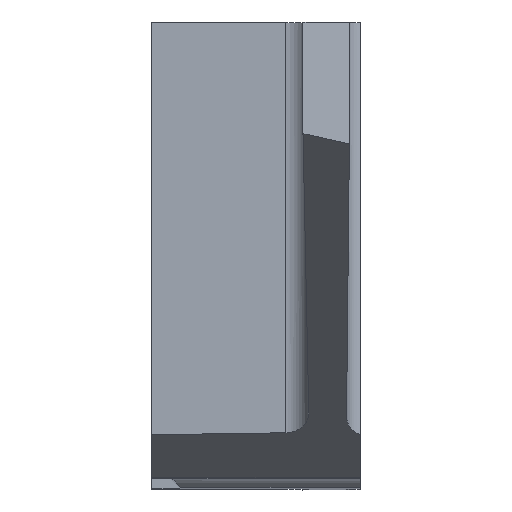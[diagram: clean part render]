
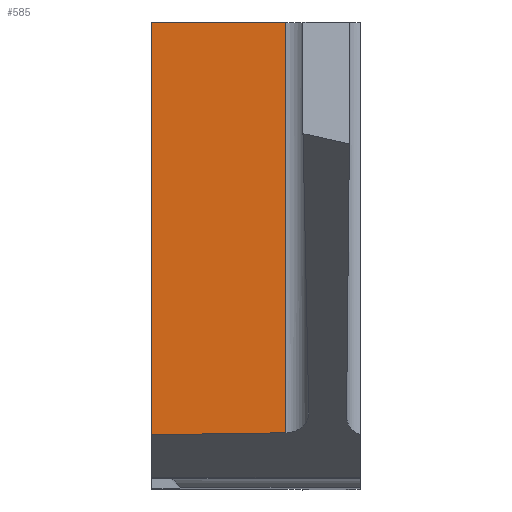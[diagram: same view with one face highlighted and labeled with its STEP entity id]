
A CAD part, top view. The second image highlights one B-rep face of the part: STEP entity #585.
In plain terms, the highlighted planar face has unit normal (-0.018, 0, 1).
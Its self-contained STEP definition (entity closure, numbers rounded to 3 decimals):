
#71 = LINE ( 'NONE', #155, #439 ) ;
#80 = DIRECTION ( 'NONE',  ( 0., 1., 0. ) ) ;
#87 = CARTESIAN_POINT ( 'NONE',  ( 0., -4., 13.824 ) ) ;
#144 = DIRECTION ( 'NONE',  ( 0.017, 0., -1. ) ) ;
#153 = VERTEX_POINT ( 'NONE', #547 ) ;
#155 = CARTESIAN_POINT ( 'NONE',  ( 3.782, -3.051, 13.89 ) ) ;
#229 = DIRECTION ( 'NONE',  ( -1., 0., -0.017 ) ) ;
#249 = AXIS2_PLACEMENT_3D ( 'NONE', #638, #144, #229 ) ;
#295 = PLANE ( 'NONE',  #249 ) ;
#322 = VECTOR ( 'NONE', #814, 1000. ) ;
#333 = CARTESIAN_POINT ( 'NONE',  ( 2.317, -3.072, 13.865 ) ) ;
#352 = VERTEX_POINT ( 'NONE', #529 ) ;
#356 = VERTEX_POINT ( 'NONE', #371 ) ;
#371 = CARTESIAN_POINT ( 'NONE',  ( 0., 4., 13.824 ) ) ;
#434 = EDGE_CURVE ( 'NONE', #153, #356, #765, .T. ) ;
#439 = VECTOR ( 'NONE', #961, 1000. ) ;
#519 = ORIENTED_EDGE ( 'NONE', *, *, #1032, .T. ) ;
#529 = CARTESIAN_POINT ( 'NONE',  ( 2.317, 4., 13.865 ) ) ;
#547 = CARTESIAN_POINT ( 'NONE',  ( 0., -3.106, 13.824 ) ) ;
#555 = ORIENTED_EDGE ( 'NONE', *, *, #634, .F. ) ;
#583 = LINE ( 'NONE', #830, #769 ) ;
#585 = ADVANCED_FACE ( 'NONE', ( #955 ), #295, .F. ) ;
#587 = VERTEX_POINT ( 'NONE', #333 ) ;
#634 = EDGE_CURVE ( 'NONE', #356, #352, #892, .T. ) ;
#638 = CARTESIAN_POINT ( 'NONE',  ( 0., -4., 13.824 ) ) ;
#643 = CARTESIAN_POINT ( 'NONE',  ( 3.135, 4., 13.879 ) ) ;
#731 = VECTOR ( 'NONE', #936, 1000. ) ;
#765 = LINE ( 'NONE', #87, #731 ) ;
#769 = VECTOR ( 'NONE', #80, 1000. ) ;
#814 = DIRECTION ( 'NONE',  ( 1., 0., 0.017 ) ) ;
#830 = CARTESIAN_POINT ( 'NONE',  ( 2.317, 4., 13.865 ) ) ;
#832 = EDGE_CURVE ( 'NONE', #587, #153, #71, .T. ) ;
#866 = ORIENTED_EDGE ( 'NONE', *, *, #434, .F. ) ;
#892 = LINE ( 'NONE', #643, #322 ) ;
#936 = DIRECTION ( 'NONE',  ( 0., 1., 0. ) ) ;
#955 = FACE_OUTER_BOUND ( 'NONE', #1069, .T. ) ;
#961 = DIRECTION ( 'NONE',  ( -1., -0.015, -0.017 ) ) ;
#986 = ORIENTED_EDGE ( 'NONE', *, *, #832, .F. ) ;
#1032 = EDGE_CURVE ( 'NONE', #587, #352, #583, .T. ) ;
#1069 = EDGE_LOOP ( 'NONE', ( #986, #519, #555, #866 ) ) ;
